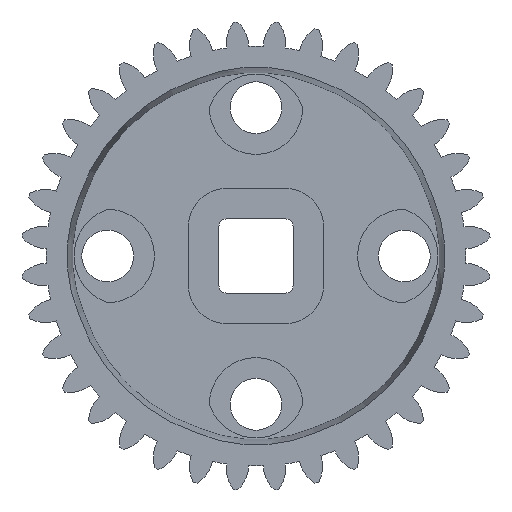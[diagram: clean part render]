
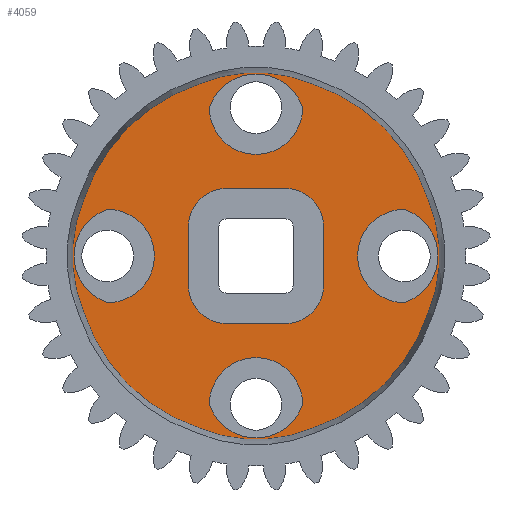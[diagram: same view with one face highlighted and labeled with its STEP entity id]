
A CAD part, front view. The second image highlights one B-rep face of the part: STEP entity #4059.
In plain terms, the highlighted planar face has unit normal (0, -1, 0).
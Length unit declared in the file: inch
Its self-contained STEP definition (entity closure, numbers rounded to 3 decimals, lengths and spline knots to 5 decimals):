
#14=FACE_BOUND('',#333,.T.);
#15=FACE_BOUND('',#334,.T.);
#16=FACE_BOUND('',#335,.T.);
#17=FACE_BOUND('',#336,.T.);
#18=FACE_BOUND('',#337,.T.);
#36=PLANE('',#4345);
#114=FACE_OUTER_BOUND('',#332,.T.);
#332=EDGE_LOOP('',(#2492,#2493,#2494,#2495,#2496,#2497,#2498,#2499));
#333=EDGE_LOOP('',(#2500,#2501));
#334=EDGE_LOOP('',(#2502,#2503));
#335=EDGE_LOOP('',(#2504,#2505));
#336=EDGE_LOOP('',(#2506,#2507,#2508,#2509,#2510,#2511,#2512,#2513));
#337=EDGE_LOOP('',(#2514,#2515));
#582=LINE('',#6543,#794);
#583=LINE('',#6547,#795);
#584=LINE('',#6551,#796);
#585=LINE('',#6555,#797);
#794=VECTOR('',#5077,0.2);
#795=VECTOR('',#5080,0.2);
#796=VECTOR('',#5083,0.2);
#797=VECTOR('',#5086,0.2);
#1009=CIRCLE('',#4323,0.16594);
#1011=CIRCLE('',#4326,0.15748);
#1012=CIRCLE('',#4328,0.49276);
#1014=CIRCLE('',#4331,0.49276);
#1024=CIRCLE('',#4346,0.49276);
#1025=CIRCLE('',#4347,0.61129);
#1026=CIRCLE('',#4348,0.49276);
#1027=CIRCLE('',#4349,0.61129);
#1028=CIRCLE('',#4350,0.61129);
#1029=CIRCLE('',#4351,0.61129);
#1030=CIRCLE('',#4352,0.16594);
#1031=CIRCLE('',#4353,0.16594);
#1032=CIRCLE('',#4354,0.15748);
#1033=CIRCLE('',#4355,0.15748);
#1034=CIRCLE('',#4356,0.12756);
#1035=CIRCLE('',#4357,0.12756);
#1036=CIRCLE('',#4358,0.12756);
#1037=CIRCLE('',#4359,0.12756);
#1038=CIRCLE('',#4360,0.16594);
#1039=CIRCLE('',#4361,0.15748);
#1418=VERTEX_POINT('',#6444);
#1419=VERTEX_POINT('',#6446);
#1422=VERTEX_POINT('',#6453);
#1423=VERTEX_POINT('',#6455);
#1424=VERTEX_POINT('',#6459);
#1425=VERTEX_POINT('',#6460);
#1428=VERTEX_POINT('',#6474);
#1429=VERTEX_POINT('',#6475);
#1448=VERTEX_POINT('',#6525);
#1449=VERTEX_POINT('',#6526);
#1450=VERTEX_POINT('',#6528);
#1451=VERTEX_POINT('',#6530);
#1452=VERTEX_POINT('',#6536);
#1453=VERTEX_POINT('',#6537);
#1454=VERTEX_POINT('',#6541);
#1455=VERTEX_POINT('',#6542);
#1456=VERTEX_POINT('',#6544);
#1457=VERTEX_POINT('',#6546);
#1458=VERTEX_POINT('',#6548);
#1459=VERTEX_POINT('',#6550);
#1460=VERTEX_POINT('',#6552);
#1461=VERTEX_POINT('',#6554);
#1462=VERTEX_POINT('',#6557);
#1463=VERTEX_POINT('',#6558);
#1838=EDGE_CURVE('',#1419,#1418,#1009,.T.);
#1842=EDGE_CURVE('',#1423,#1422,#1011,.T.);
#1844=EDGE_CURVE('',#1424,#1425,#1012,.T.);
#1848=EDGE_CURVE('',#1428,#1429,#1014,.T.);
#1868=EDGE_CURVE('',#1448,#1449,#1024,.T.);
#1869=EDGE_CURVE('',#1450,#1448,#1025,.T.);
#1870=EDGE_CURVE('',#1451,#1450,#1026,.T.);
#1871=EDGE_CURVE('',#1425,#1451,#1027,.T.);
#1872=EDGE_CURVE('',#1429,#1424,#1028,.T.);
#1873=EDGE_CURVE('',#1449,#1428,#1029,.T.);
#1874=EDGE_CURVE('',#1422,#1423,#1030,.T.);
#1875=EDGE_CURVE('',#1452,#1453,#1031,.T.);
#1876=EDGE_CURVE('',#1453,#1452,#1032,.T.);
#1877=EDGE_CURVE('',#1418,#1419,#1033,.T.);
#1878=EDGE_CURVE('',#1454,#1455,#582,.T.);
#1879=EDGE_CURVE('',#1454,#1456,#1034,.T.);
#1880=EDGE_CURVE('',#1457,#1456,#583,.T.);
#1881=EDGE_CURVE('',#1457,#1458,#1035,.T.);
#1882=EDGE_CURVE('',#1459,#1458,#584,.T.);
#1883=EDGE_CURVE('',#1459,#1460,#1036,.T.);
#1884=EDGE_CURVE('',#1461,#1460,#585,.T.);
#1885=EDGE_CURVE('',#1461,#1455,#1037,.T.);
#1886=EDGE_CURVE('',#1462,#1463,#1038,.T.);
#1887=EDGE_CURVE('',#1463,#1462,#1039,.T.);
#2492=ORIENTED_EDGE('',*,*,#1868,.F.);
#2493=ORIENTED_EDGE('',*,*,#1869,.F.);
#2494=ORIENTED_EDGE('',*,*,#1870,.F.);
#2495=ORIENTED_EDGE('',*,*,#1871,.F.);
#2496=ORIENTED_EDGE('',*,*,#1844,.F.);
#2497=ORIENTED_EDGE('',*,*,#1872,.F.);
#2498=ORIENTED_EDGE('',*,*,#1848,.F.);
#2499=ORIENTED_EDGE('',*,*,#1873,.F.);
#2500=ORIENTED_EDGE('',*,*,#1874,.T.);
#2501=ORIENTED_EDGE('',*,*,#1842,.T.);
#2502=ORIENTED_EDGE('',*,*,#1875,.T.);
#2503=ORIENTED_EDGE('',*,*,#1876,.T.);
#2504=ORIENTED_EDGE('',*,*,#1838,.T.);
#2505=ORIENTED_EDGE('',*,*,#1877,.T.);
#2506=ORIENTED_EDGE('',*,*,#1878,.F.);
#2507=ORIENTED_EDGE('',*,*,#1879,.T.);
#2508=ORIENTED_EDGE('',*,*,#1880,.F.);
#2509=ORIENTED_EDGE('',*,*,#1881,.T.);
#2510=ORIENTED_EDGE('',*,*,#1882,.F.);
#2511=ORIENTED_EDGE('',*,*,#1883,.T.);
#2512=ORIENTED_EDGE('',*,*,#1884,.F.);
#2513=ORIENTED_EDGE('',*,*,#1885,.T.);
#2514=ORIENTED_EDGE('',*,*,#1886,.T.);
#2515=ORIENTED_EDGE('',*,*,#1887,.T.);
#4059=ADVANCED_FACE('',(#114,#14,#15,#16,#17,#18),#36,.F.);
#4323=AXIS2_PLACEMENT_3D('',#6447,#5000,#5001);
#4326=AXIS2_PLACEMENT_3D('',#6456,#5008,#5009);
#4328=AXIS2_PLACEMENT_3D('',#6461,#5013,#5014);
#4331=AXIS2_PLACEMENT_3D('',#6476,#5019,#5020);
#4345=AXIS2_PLACEMENT_3D('',#6524,#5055,#5056);
#4346=AXIS2_PLACEMENT_3D('',#6527,#5057,#5058);
#4347=AXIS2_PLACEMENT_3D('',#6529,#5059,#5060);
#4348=AXIS2_PLACEMENT_3D('',#6531,#5061,#5062);
#4349=AXIS2_PLACEMENT_3D('',#6532,#5063,#5064);
#4350=AXIS2_PLACEMENT_3D('',#6533,#5065,#5066);
#4351=AXIS2_PLACEMENT_3D('',#6534,#5067,#5068);
#4352=AXIS2_PLACEMENT_3D('',#6535,#5069,#5070);
#4353=AXIS2_PLACEMENT_3D('',#6538,#5071,#5072);
#4354=AXIS2_PLACEMENT_3D('',#6539,#5073,#5074);
#4355=AXIS2_PLACEMENT_3D('',#6540,#5075,#5076);
#4356=AXIS2_PLACEMENT_3D('',#6545,#5078,#5079);
#4357=AXIS2_PLACEMENT_3D('',#6549,#5081,#5082);
#4358=AXIS2_PLACEMENT_3D('',#6553,#5084,#5085);
#4359=AXIS2_PLACEMENT_3D('',#6556,#5087,#5088);
#4360=AXIS2_PLACEMENT_3D('',#6559,#5089,#5090);
#4361=AXIS2_PLACEMENT_3D('',#6560,#5091,#5092);
#5000=DIRECTION('center_axis',(0.,1.,0.));
#5001=DIRECTION('ref_axis',(0.,0.,-1.));
#5008=DIRECTION('center_axis',(0.,1.,0.));
#5009=DIRECTION('ref_axis',(0.,0.,-1.));
#5013=DIRECTION('center_axis',(0.,1.,0.));
#5014=DIRECTION('ref_axis',(1.,0.,0.));
#5019=DIRECTION('center_axis',(0.,1.,0.));
#5020=DIRECTION('ref_axis',(0.,0.,1.));
#5055=DIRECTION('center_axis',(0.,1.,0.));
#5056=DIRECTION('ref_axis',(0.,0.,1.));
#5057=DIRECTION('center_axis',(0.,1.,0.));
#5058=DIRECTION('ref_axis',(0.,0.,1.));
#5059=DIRECTION('center_axis',(0.,1.,0.));
#5060=DIRECTION('ref_axis',(0.,0.,1.));
#5061=DIRECTION('center_axis',(0.,1.,0.));
#5062=DIRECTION('ref_axis',(0.,0.,1.));
#5063=DIRECTION('center_axis',(0.,1.,0.));
#5064=DIRECTION('ref_axis',(0.,0.,1.));
#5065=DIRECTION('center_axis',(0.,1.,0.));
#5066=DIRECTION('ref_axis',(0.,0.,1.));
#5067=DIRECTION('center_axis',(0.,1.,0.));
#5068=DIRECTION('ref_axis',(0.,0.,1.));
#5069=DIRECTION('center_axis',(0.,1.,0.));
#5070=DIRECTION('ref_axis',(0.,0.,-1.));
#5071=DIRECTION('center_axis',(0.,1.,0.));
#5072=DIRECTION('ref_axis',(0.,0.,-1.));
#5073=DIRECTION('center_axis',(0.,1.,0.));
#5074=DIRECTION('ref_axis',(0.,0.,-1.));
#5075=DIRECTION('center_axis',(0.,1.,0.));
#5076=DIRECTION('ref_axis',(0.,0.,-1.));
#5077=DIRECTION('',(0.,0.,-1.));
#5078=DIRECTION('center_axis',(0.,1.,0.));
#5079=DIRECTION('ref_axis',(0.,0.,1.));
#5080=DIRECTION('',(-1.,0.,0.));
#5081=DIRECTION('center_axis',(0.,1.,0.));
#5082=DIRECTION('ref_axis',(0.,0.,1.));
#5083=DIRECTION('',(0.,0.,1.));
#5084=DIRECTION('center_axis',(0.,1.,0.));
#5085=DIRECTION('ref_axis',(0.,0.,1.));
#5086=DIRECTION('',(1.,0.,0.));
#5087=DIRECTION('center_axis',(0.,1.,0.));
#5088=DIRECTION('ref_axis',(0.,0.,1.));
#5089=DIRECTION('center_axis',(0.,1.,0.));
#5090=DIRECTION('ref_axis',(0.,0.,-1.));
#5091=DIRECTION('center_axis',(0.,1.,0.));
#5092=DIRECTION('ref_axis',(0.,0.,-1.));
#6444=CARTESIAN_POINT('',(-0.15748,-0.04331,-0.5));
#6446=CARTESIAN_POINT('',(0.15748,-0.04331,-0.5));
#6447=CARTESIAN_POINT('Origin',(0.,-0.04331,-0.44768));
#6453=CARTESIAN_POINT('',(-0.15748,-0.04331,0.5));
#6455=CARTESIAN_POINT('',(0.15748,-0.04331,0.5));
#6456=CARTESIAN_POINT('Origin',(0.,-0.04331,
0.5));
#6459=CARTESIAN_POINT('',(0.58084,-0.04331,0.19053));
#6460=CARTESIAN_POINT('',(0.58084,-0.04331,-0.19053));
#6461=CARTESIAN_POINT('Origin',(0.1264,-0.04331,0.));
#6474=CARTESIAN_POINT('',(-0.19053,-0.04331,0.58084));
#6475=CARTESIAN_POINT('',(0.19053,-0.04331,0.58084));
#6476=CARTESIAN_POINT('Origin',(0.,-0.04331,
0.1264));
#6524=CARTESIAN_POINT('Origin',(0.,-0.04331,0.));
#6525=CARTESIAN_POINT('',(-0.58084,-0.04331,-0.19053));
#6526=CARTESIAN_POINT('',(-0.58084,-0.04331,0.19053));
#6527=CARTESIAN_POINT('Origin',(-0.1264,-0.04331,0.));
#6528=CARTESIAN_POINT('',(-0.19053,-0.04331,-0.58084));
#6529=CARTESIAN_POINT('Origin',(0.,-0.04331,0.));
#6530=CARTESIAN_POINT('',(0.19053,-0.04331,-0.58084));
#6531=CARTESIAN_POINT('Origin',(0.,-0.04331,-0.1264));
#6532=CARTESIAN_POINT('Origin',(0.,-0.04331,0.));
#6533=CARTESIAN_POINT('Origin',(0.,-0.04331,0.));
#6534=CARTESIAN_POINT('Origin',(0.,-0.04331,0.));
#6535=CARTESIAN_POINT('Origin',(0.,-0.04331,
0.44768));
#6536=CARTESIAN_POINT('',(-0.5,-0.04331,-0.15748));
#6537=CARTESIAN_POINT('',(-0.5,-0.04331,0.15748));
#6538=CARTESIAN_POINT('Origin',(-0.44768,-0.04331,
0.));
#6539=CARTESIAN_POINT('Origin',(-0.5,-0.04331,0.));
#6540=CARTESIAN_POINT('Origin',(0.,-0.04331,-0.5));
#6541=CARTESIAN_POINT('',(-0.22756,-0.04331,0.1));
#6542=CARTESIAN_POINT('',(-0.22756,-0.04331,-0.1));
#6543=CARTESIAN_POINT('',(-0.22756,-0.04331,0.1));
#6544=CARTESIAN_POINT('',(-0.1,-0.04331,0.22756));
#6545=CARTESIAN_POINT('Origin',(-0.1,-0.04331,0.1));
#6546=CARTESIAN_POINT('',(0.1,-0.04331,0.22756));
#6547=CARTESIAN_POINT('',(0.1,-0.04331,0.22756));
#6548=CARTESIAN_POINT('',(0.22756,-0.04331,0.1));
#6549=CARTESIAN_POINT('Origin',(0.1,-0.04331,0.1));
#6550=CARTESIAN_POINT('',(0.22756,-0.04331,-0.1));
#6551=CARTESIAN_POINT('',(0.22756,-0.04331,-0.1));
#6552=CARTESIAN_POINT('',(0.1,-0.04331,-0.22756));
#6553=CARTESIAN_POINT('Origin',(0.1,-0.04331,-0.1));
#6554=CARTESIAN_POINT('',(-0.1,-0.04331,-0.22756));
#6555=CARTESIAN_POINT('',(-0.1,-0.04331,-0.22756));
#6556=CARTESIAN_POINT('Origin',(-0.1,-0.04331,-0.1));
#6557=CARTESIAN_POINT('',(0.5,-0.04331,0.15748));
#6558=CARTESIAN_POINT('',(0.5,-0.04331,-0.15748));
#6559=CARTESIAN_POINT('Origin',(0.44768,-0.04331,0.));
#6560=CARTESIAN_POINT('Origin',(0.5,-0.04331,0.));
